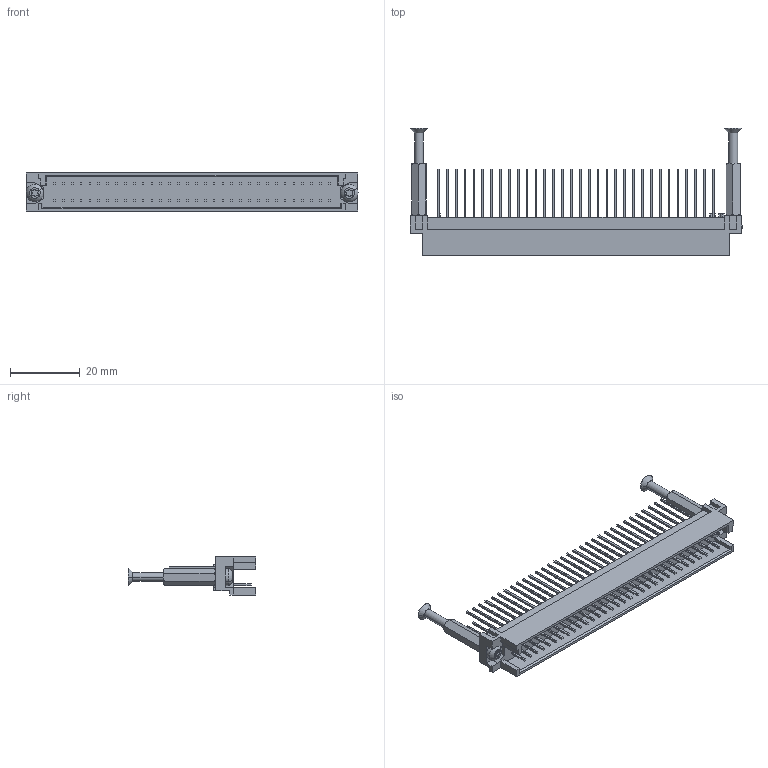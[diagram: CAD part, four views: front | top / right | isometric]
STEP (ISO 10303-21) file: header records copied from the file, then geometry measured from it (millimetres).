
FILE_DESCRIPTION (( 'STEP AP214' ), '1' );
FILE_NAME ('43135~2.STEP', '2019-07-04T10:37:56', ( '' ), ( '' ), 'SwSTEP 2.0', 'SolidWorks 2018', '' );
FILE_SCHEMA (( 'AUTOMOTIVE_DESIGN' ));
Length unit declared in the file: millimetre
Products named in the file (1): 43135~2
Bounding box: 95.05 x 36.5 x 10.9 mm (x, y, z)
Volume: 6069.4 mm3; surface area: 9223.9 mm2
Topology: 7 solids, 7 shells, 969 faces, 2407 edges, 1588 vertices
Faces by surface type: plane 773, cylinder 96, cone 52, bspline 44, torus 4
Entity records: 41552 total; most frequent: CARTESIAN_POINT 7849, ORIENTED_EDGE 4814, DIRECTION 4359, EDGE_CURVE 2407, VECTOR 2019, LINE 2019, VERTEX_POINT 1588, AXIS2_PLACEMENT_3D 1170
